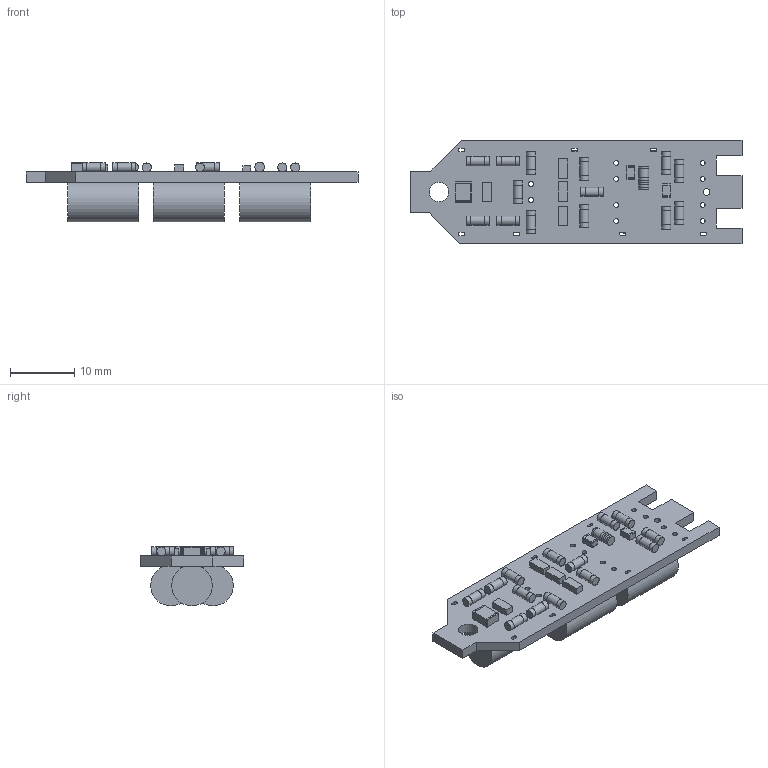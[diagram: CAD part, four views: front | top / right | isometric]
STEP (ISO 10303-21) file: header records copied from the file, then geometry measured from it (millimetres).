
FILE_DESCRIPTION(('Open CASCADE Model'),'2;1');
FILE_NAME('Open CASCADE Shape Model','2020-09-17T19:50:39',('Author'),( 'Open CASCADE'),'Open CASCADE STEP processor 6.8','Open CASCADE 6.8' ,'Unknown');
FILE_SCHEMA(('AUTOMOTIVE_DESIGN { 1 0 10303 214 1 1 1 1 }'));
Length unit declared in the file: millimetre
Products named in the file (75): PCB; Board; D1; 6369169984; leftPin; body; part0; part1; part2; part3; rightPin; R14; 6369170176; R13; 6369169600; R12; R11; 6369169792; R10; R9; R8; R7; 6369169408; R6; R5; R4; R3; R2; R1; Q4; 5820532864; Extruded; Q3; Q2; Q1; C13; 6369168832; Terminal; Open_CASCADE_STEP_translator_6.8_31.1.1; Open_CASCADE_STEP_translator_6.8_31.1.2 ...
Assembly tree (91 placements, depth 5):
  PCB
    Board
    D1
      6369169984
        leftPin
        body
        part0
        part1
        part2
        part3
        rightPin
    R14
      6369170176
        leftPin
        body
        rightPin
    R13
      6369169600
        leftPin
        body
        rightPin
    R12
      6369169600
        leftPin
        body
        rightPin
    R11
      6369169792
        leftPin
        body
        rightPin
    R10
      6369169792
        leftPin
        body
        rightPin
    R9
      6369169600
        leftPin
        body
        rightPin
    R8
      6369169600
        leftPin
        body
        rightPin
    R7
      6369169408
        leftPin
        body
        rightPin
    R6
      6369170176
        leftPin
        body
        rightPin
    R5
      6369169600
        leftPin
        body
Bounding box: 51.5 x 16 x 9.27 mm (x, y, z)
Volume: 2997.4 mm3; surface area: 3724.8 mm2
Topology: 68 solids, 68 shells, 382 faces, 690 edges, 420 vertices
Faces by surface type: plane 218, cylinder 140, sphere 24
Full cylindrical faces by diameter (mm): 0.762 x10, 1 x1, 1.4 x42, 1.525 x7, 3 x1, 6.3 x5
Entity records: 8609 total; most frequent: DIRECTION 1448, CARTESIAN_POINT 1210, ORIENTED_EDGE 1056, AXIS2_PLACEMENT_3D 566, EDGE_CURVE 528, VERTEX_POINT 328, LINE 316, VECTOR 316
